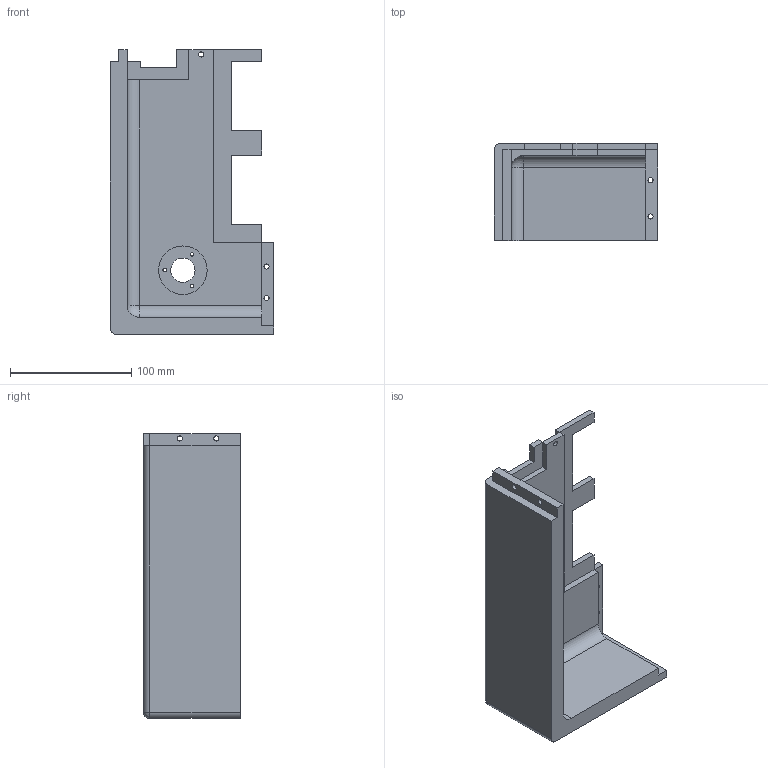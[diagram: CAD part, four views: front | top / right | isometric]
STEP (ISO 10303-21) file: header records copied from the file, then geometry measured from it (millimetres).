
FILE_DESCRIPTION(/* description */ (''),/* implementation_level */ '2;1');
FILE_NAME(/* name */ 'top_B.stp',/* time_stamp */ '2024-06-10T00:01:41+08:00',/* author */ ('Nitrene.P.L'),/* organization */ (''),/* preprocessor_version */ 'ST-DEVELOPER v19',/* originating_system */ 'Autodesk Inventor 2023',/* authorisation */ '');
FILE_SCHEMA (('AUTOMOTIVE_DESIGN { 1 0 10303 214 3 1 1 }'));
Length unit declared in the file: millimetre
Products named in the file (1): top_2
Bounding box: 135 x 80 x 235 mm (x, y, z)
Volume: 578745.3 mm3; surface area: 111861.4 mm2
Topology: 1 solids, 1 shells, 76 faces, 184 edges, 116 vertices
Faces by surface type: plane 49, cylinder 25, sphere 2
Full cylindrical faces by diameter (mm): 3 x3, 4.2 x7, 5.6 x3, 7.2 x4, 20 x1, 40 x1
Entity records: 2289 total; most frequent: DIRECTION 388, CARTESIAN_POINT 377, ORIENTED_EDGE 368, EDGE_CURVE 184, LINE 134, VECTOR 134, AXIS2_PLACEMENT_3D 127, VERTEX_POINT 116
